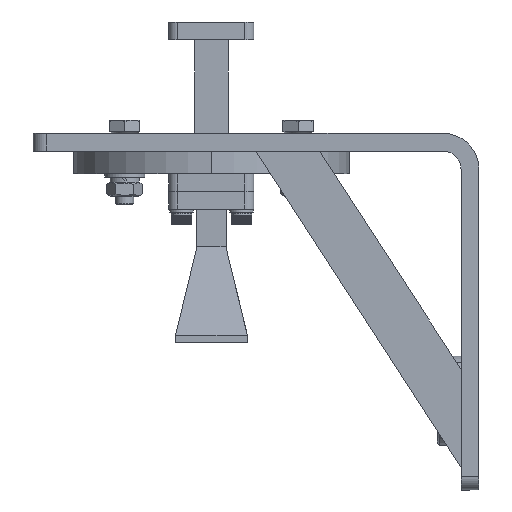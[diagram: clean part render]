
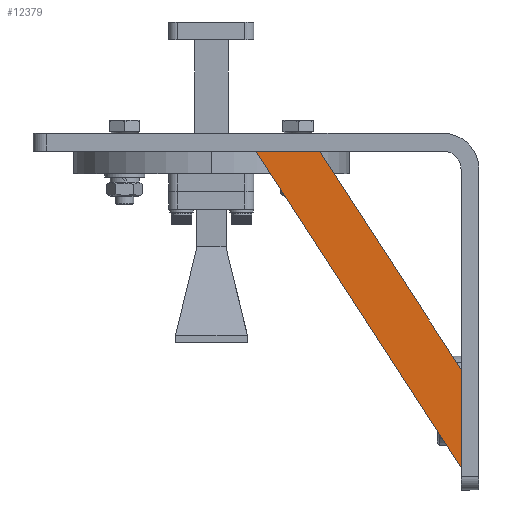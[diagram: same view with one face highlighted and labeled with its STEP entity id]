
A CAD part, left-side view. The second image highlights one B-rep face of the part: STEP entity #12379.
In plain terms, the highlighted planar face has unit normal (-1, 0, 0).
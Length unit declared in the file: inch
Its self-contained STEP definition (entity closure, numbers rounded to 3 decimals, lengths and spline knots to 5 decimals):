
#327 = LINE ( 'NONE', #7671, #19519 ) ;
#628 = VECTOR ( 'NONE', #6614, 39.37008 ) ;
#1721 = ORIENTED_EDGE ( 'NONE', *, *, #19438, .F. ) ;
#2702 = AXIS2_PLACEMENT_3D ( 'NONE', #11328, #30296, #21068 ) ;
#4514 = VERTEX_POINT ( 'NONE', #24231 ) ;
#5288 = DIRECTION ( 'NONE',  ( 0., -0.544, -0.839 ) ) ;
#5451 = EDGE_CURVE ( 'NONE', #4514, #25954, #21604, .T. ) ;
#5561 = EDGE_LOOP ( 'NONE', ( #15063, #1721, #17671, #11325 ) ) ;
#6614 = DIRECTION ( 'NONE',  ( 0., 0.544, 0.839 ) ) ;
#6930 = CARTESIAN_POINT ( 'NONE',  ( 0., 0., -2.79371 ) ) ;
#7671 = CARTESIAN_POINT ( 'NONE',  ( 0., 0., 0. ) ) ;
#7686 = LINE ( 'NONE', #12930, #26681 ) ;
#7868 = CARTESIAN_POINT ( 'NONE',  ( 0., 1.24803, 0. ) ) ;
#8752 = DIRECTION ( 'NONE',  ( 0., -1., 0. ) ) ;
#8909 = LINE ( 'NONE', #28212, #15368 ) ;
#10866 = PLANE ( 'NONE',  #2702 ) ;
#11325 = ORIENTED_EDGE ( 'NONE', *, *, #18157, .F. ) ;
#11328 = CARTESIAN_POINT ( 'NONE',  ( 0., 0., 0. ) ) ;
#12379 = ADVANCED_FACE ( 'NONE', ( #13709 ), #10866, .F. ) ;
#12590 = CARTESIAN_POINT ( 'NONE',  ( 0., 0., -1.9252 ) ) ;
#12930 = CARTESIAN_POINT ( 'NONE',  ( 0., 1.24803, 0. ) ) ;
#13347 = EDGE_CURVE ( 'NONE', #19072, #26011, #7686, .T. ) ;
#13709 = FACE_OUTER_BOUND ( 'NONE', #5561, .T. ) ;
#15063 = ORIENTED_EDGE ( 'NONE', *, *, #5451, .F. ) ;
#15368 = VECTOR ( 'NONE', #8752, 39.37008 ) ;
#17671 = ORIENTED_EDGE ( 'NONE', *, *, #13347, .F. ) ;
#18157 = EDGE_CURVE ( 'NONE', #25954, #19072, #8909, .T. ) ;
#19072 = VERTEX_POINT ( 'NONE', #7868 ) ;
#19438 = EDGE_CURVE ( 'NONE', #26011, #4514, #327, .T. ) ;
#19519 = VECTOR ( 'NONE', #22183, 39.37008 ) ;
#21068 = DIRECTION ( 'NONE',  ( 0., 0., -1. ) ) ;
#21604 = LINE ( 'NONE', #6930, #628 ) ;
#22183 = DIRECTION ( 'NONE',  ( 0., 0., -1. ) ) ;
#24231 = CARTESIAN_POINT ( 'NONE',  ( 0., 0., -2.79371 ) ) ;
#25954 = VERTEX_POINT ( 'NONE', #29033 ) ;
#26011 = VERTEX_POINT ( 'NONE', #12590 ) ;
#26681 = VECTOR ( 'NONE', #5288, 39.37008 ) ;
#28212 = CARTESIAN_POINT ( 'NONE',  ( 0., 0., 0. ) ) ;
#29033 = CARTESIAN_POINT ( 'NONE',  ( 0., 1.81106, 0. ) ) ;
#30296 = DIRECTION ( 'NONE',  ( 1., 0., 0. ) ) ;
